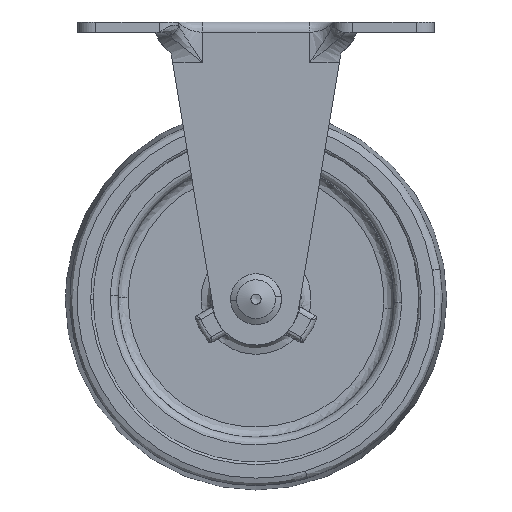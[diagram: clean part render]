
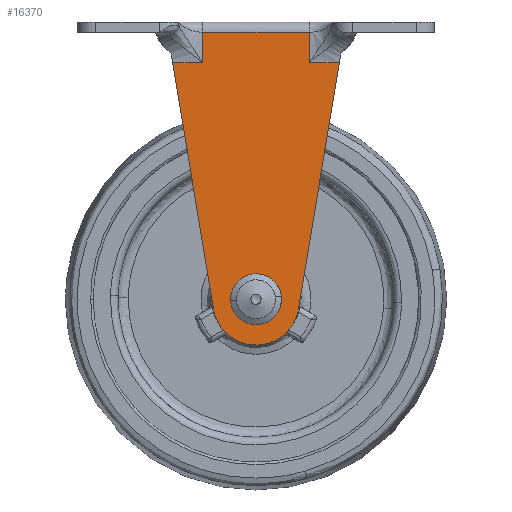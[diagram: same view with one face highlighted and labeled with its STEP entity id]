
A CAD part, front view. The second image highlights one B-rep face of the part: STEP entity #16370.
In plain terms, the highlighted free-form (B-spline) face has degree [1, 1] with [2, 2] control points.
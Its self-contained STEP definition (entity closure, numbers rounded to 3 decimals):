
#10512=CARTESIAN_POINT('',(3.24,-15.0,0.255));
#10513=VERTEX_POINT('',#10512);
#10519=CARTESIAN_POINT('',(0.0,-15.0,3.25));
#10520=VERTEX_POINT('',#10519);
#10521=CARTESIAN_POINT('',(0.0,-15.0,3.25));
#10522=CARTESIAN_POINT('',(3.004,-15.,3.25));
#10523=CARTESIAN_POINT('',(3.24,-15.,0.255));
#10531=(BOUNDED_CURVE()B_SPLINE_CURVE(2,(#10521,#10522,#10523),.UNSPECIFIED.,.F.,.U.)B_SPLINE_CURVE_WITH_KNOTS((3,3),(0.0,0.236),.UNSPECIFIED.)CURVE()GEOMETRIC_REPRESENTATION_ITEM()RATIONAL_B_SPLINE_CURVE((1.0,0.723,0.97))REPRESENTATION_ITEM(''));
#10532=EDGE_CURVE('',#10520,#10513,#10531,.T.);
#10534=CARTESIAN_POINT('',(-3.24,-15.0,-0.255));
#10535=VERTEX_POINT('',#10534);
#10536=CARTESIAN_POINT('',(-3.24,-15.0,-0.255));
#10537=CARTESIAN_POINT('',(-3.25,-15.,-0.128));
#10538=CARTESIAN_POINT('',(-3.25,-15.0,0.0));
#10539=CARTESIAN_POINT('',(-3.25,-15.,3.25));
#10540=CARTESIAN_POINT('',(0.0,-15.0,3.25));
#10548=(BOUNDED_CURVE()B_SPLINE_CURVE(2,(#10536,#10537,#10538,#10539,#10540),.UNSPECIFIED.,.F.,.U.)B_SPLINE_CURVE_WITH_KNOTS((3,2,3),(0.736,0.75,1.0),.UNSPECIFIED.)CURVE()GEOMETRIC_REPRESENTATION_ITEM()RATIONAL_B_SPLINE_CURVE((0.97,0.984,1.0,0.707,1.0))REPRESENTATION_ITEM(''));
#10549=EDGE_CURVE('',#10535,#10520,#10548,.T.);
#10625=CARTESIAN_POINT('',(0.0,-15.0,-3.25));
#10626=VERTEX_POINT('',#10625);
#10627=CARTESIAN_POINT('',(0.0,-15.0,-3.25));
#10628=CARTESIAN_POINT('',(-3.004,-15.,-3.25));
#10629=CARTESIAN_POINT('',(-3.24,-15.,-0.255));
#10637=(BOUNDED_CURVE()B_SPLINE_CURVE(2,(#10627,#10628,#10629),.UNSPECIFIED.,.F.,.U.)B_SPLINE_CURVE_WITH_KNOTS((3,3),(0.5,0.736),.UNSPECIFIED.)CURVE()GEOMETRIC_REPRESENTATION_ITEM()RATIONAL_B_SPLINE_CURVE((1.0,0.723,0.97))REPRESENTATION_ITEM(''));
#10638=EDGE_CURVE('',#10626,#10535,#10637,.T.);
#10640=CARTESIAN_POINT('',(3.24,-15.,0.255));
#10641=CARTESIAN_POINT('',(3.25,-15.0,0.128));
#10642=CARTESIAN_POINT('',(3.25,-15.0,0.0));
#10643=CARTESIAN_POINT('',(3.25,-15.,-3.25));
#10644=CARTESIAN_POINT('',(0.0,-15.0,-3.25));
#10652=(BOUNDED_CURVE()B_SPLINE_CURVE(2,(#10640,#10641,#10642,#10643,#10644),.UNSPECIFIED.,.F.,.U.)B_SPLINE_CURVE_WITH_KNOTS((3,2,3),(0.236,0.25,0.5),.UNSPECIFIED.)CURVE()GEOMETRIC_REPRESENTATION_ITEM()RATIONAL_B_SPLINE_CURVE((0.97,0.984,1.0,0.707,1.0))REPRESENTATION_ITEM(''));
#10653=EDGE_CURVE('',#10513,#10626,#10652,.T.);
#14300=CARTESIAN_POINT('',(-10.515,-15.,52.5));
#14301=VERTEX_POINT('',#14300);
#14366=CARTESIAN_POINT('',(10.515,-15.0,52.5));
#14367=VERTEX_POINT('',#14366);
#14389=CARTESIAN_POINT('',(10.515,-15.0,52.5));
#14390=CARTESIAN_POINT('',(-10.515,-15.,52.5));
#14391=QUASI_UNIFORM_CURVE('',1,(#14389,#14390),.UNSPECIFIED.,.F.,.U.);
#14392=EDGE_CURVE('',#14367,#14301,#14391,.T.);
#14973=CARTESIAN_POINT('',(10.515,-15.0,46.5));
#14974=VERTEX_POINT('',#14973);
#15204=CARTESIAN_POINT('',(-10.515,-15.,46.5));
#15205=VERTEX_POINT('',#15204);
#15734=CARTESIAN_POINT('',(10.515,-15.0,46.5));
#15735=CARTESIAN_POINT('',(10.515,-15.0,52.5));
#15736=QUASI_UNIFORM_CURVE('',1,(#15734,#15735),.UNSPECIFIED.,.F.,.U.);
#15737=EDGE_CURVE('',#14974,#14367,#15736,.T.);
#15757=CARTESIAN_POINT('',(-10.515,-15.,46.5));
#15758=CARTESIAN_POINT('',(-10.515,-15.,52.5));
#15759=QUASI_UNIFORM_CURVE('',1,(#15757,#15758),.UNSPECIFIED.,.F.,.U.);
#15760=EDGE_CURVE('',#15205,#14301,#15759,.T.);
#16293=CARTESIAN_POINT('',(16.384,-15.0,46.5));
#16294=VERTEX_POINT('',#16293);
#16295=CARTESIAN_POINT('',(10.515,-15.0,46.5));
#16296=CARTESIAN_POINT('',(16.384,-15.0,46.5));
#16297=QUASI_UNIFORM_CURVE('',1,(#16295,#16296),.UNSPECIFIED.,.F.,.U.);
#16298=EDGE_CURVE('',#14974,#16294,#16297,.T.);
#16317=CARTESIAN_POINT('',(-18.021,-15.0,-12.072));
#16318=CARTESIAN_POINT('',(-18.021,-15.0,55.572));
#16319=CARTESIAN_POINT('',(18.021,-15.0,-12.072));
#16320=CARTESIAN_POINT('',(18.021,-15.0,55.572));
#16321=B_SPLINE_SURFACE_WITH_KNOTS('',1,1,((#16317,#16319),(#16318,#16320)),.UNSPECIFIED.,.F.,.F.,.U.,(2,2),(2,2),(0.0,67.644),(0.0,36.042),.UNSPECIFIED.);
#16322=ORIENTED_EDGE('',*,*,#15737,.T.);
#16323=ORIENTED_EDGE('',*,*,#14392,.T.);
#16324=ORIENTED_EDGE('',*,*,#15760,.F.);
#16325=CARTESIAN_POINT('',(-16.384,-15.0,46.5));
#16326=VERTEX_POINT('',#16325);
#16327=CARTESIAN_POINT('',(-16.384,-15.0,46.5));
#16328=CARTESIAN_POINT('',(-10.515,-15.,46.5));
#16329=QUASI_UNIFORM_CURVE('',1,(#16327,#16328),.UNSPECIFIED.,.F.,.U.);
#16330=EDGE_CURVE('',#16326,#15205,#16329,.T.);
#16331=ORIENTED_EDGE('',*,*,#16330,.F.);
#16332=CARTESIAN_POINT('',(-8.386,-15.0,-1.886));
#16333=VERTEX_POINT('',#16332);
#16334=CARTESIAN_POINT('',(-8.386,-15.0,-1.886));
#16335=CARTESIAN_POINT('',(-16.384,-15.0,46.5));
#16336=QUASI_UNIFORM_CURVE('',1,(#16334,#16335),.UNSPECIFIED.,.F.,.U.);
#16337=EDGE_CURVE('',#16333,#16326,#16336,.T.);
#16338=ORIENTED_EDGE('',*,*,#16337,.F.);
#16339=CARTESIAN_POINT('',(8.386,-15.0,-1.886));
#16340=VERTEX_POINT('',#16339);
#16341=CARTESIAN_POINT('',(8.386,-15.0,-1.886));
#16342=CARTESIAN_POINT('',(7.21,-15.,-9.));
#16343=CARTESIAN_POINT('',(0.,-15.0,-9.));
#16344=CARTESIAN_POINT('',(-7.21,-15.,-9.));
#16345=CARTESIAN_POINT('',(-8.386,-15.0,-1.886));
#16353=(BOUNDED_CURVE()B_SPLINE_CURVE(2,(#16341,#16342,#16343,#16344,#16345),.UNSPECIFIED.,.F.,.U.)B_SPLINE_CURVE_WITH_KNOTS((3,2,3),(0.0,0.5,1.0),.UNSPECIFIED.)CURVE()GEOMETRIC_REPRESENTATION_ITEM()RATIONAL_B_SPLINE_CURVE((1.0,0.763,1.0,0.763,1.0))REPRESENTATION_ITEM(''));
#16354=EDGE_CURVE('',#16340,#16333,#16353,.T.);
#16355=ORIENTED_EDGE('',*,*,#16354,.F.);
#16356=CARTESIAN_POINT('',(16.384,-15.0,46.5));
#16357=CARTESIAN_POINT('',(8.386,-15.0,-1.886));
#16358=QUASI_UNIFORM_CURVE('',1,(#16356,#16357),.UNSPECIFIED.,.F.,.U.);
#16359=EDGE_CURVE('',#16294,#16340,#16358,.T.);
#16360=ORIENTED_EDGE('',*,*,#16359,.F.);
#16361=ORIENTED_EDGE('',*,*,#16298,.F.);
#16362=EDGE_LOOP('',(#16322,#16323,#16324,#16331,#16338,#16355,#16360,#16361));
#16363=FACE_OUTER_BOUND('',#16362,.T.);
#16364=ORIENTED_EDGE('',*,*,#10638,.T.);
#16365=ORIENTED_EDGE('',*,*,#10549,.T.);
#16366=ORIENTED_EDGE('',*,*,#10532,.T.);
#16367=ORIENTED_EDGE('',*,*,#10653,.T.);
#16368=EDGE_LOOP('',(#16364,#16365,#16366,#16367));
#16369=FACE_BOUND('',#16368,.T.);
#16370=ADVANCED_FACE('',(#16363,#16369),#16321,.F.);
